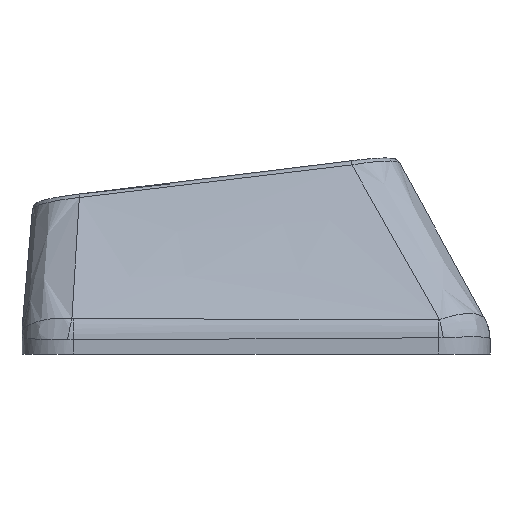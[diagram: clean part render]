
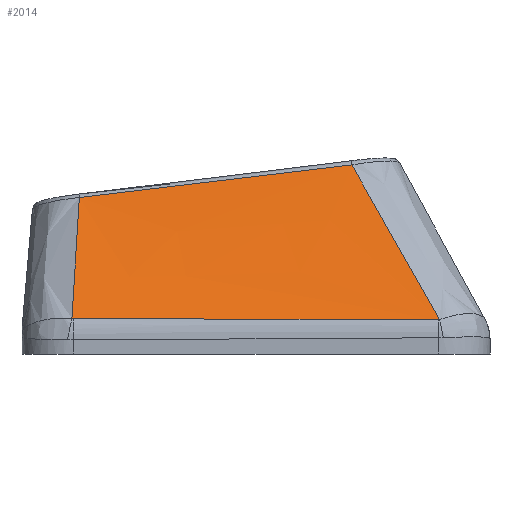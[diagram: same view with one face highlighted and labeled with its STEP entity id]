
A CAD part, left-side view. The second image highlights one B-rep face of the part: STEP entity #2014.
In plain terms, the highlighted free-form (B-spline) face has degree [3, 3] with [4, 4] control points.
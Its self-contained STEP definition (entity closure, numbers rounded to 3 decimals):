
#98=B_SPLINE_SURFACE_WITH_KNOTS('',3,3,((#4253,#4254,#4255,#4256),(#4257,
#4258,#4259,#4260),(#4261,#4262,#4263,#4264),(#4265,#4266,#4267,#4268)),
 .UNSPECIFIED.,.F.,.F.,.F.,(4,4),(4,4),(0.099,0.893),
(0.026,0.95),.UNSPECIFIED.);
#181=FACE_OUTER_BOUND('',#277,.T.);
#277=EDGE_LOOP('',(#1658,#1659,#1660,#1661,#1662,#1663));
#610=B_SPLINE_CURVE_WITH_KNOTS('',3,(#3931,#3932,#3933,#3934),
 .UNSPECIFIED.,.F.,.F.,(4,4),(0.,0.005),
 .UNSPECIFIED.);
#612=B_SPLINE_CURVE_WITH_KNOTS('',3,(#3958,#3959,#3960,#3961),
 .UNSPECIFIED.,.F.,.F.,(4,4),(0.,1.416),.UNSPECIFIED.);
#614=B_SPLINE_CURVE_WITH_KNOTS('',3,(#3985,#3986,#3987,#3988),
 .UNSPECIFIED.,.F.,.F.,(4,4),(0.,0.006),
 .UNSPECIFIED.);
#629=B_SPLINE_CURVE_WITH_KNOTS('',3,(#4270,#4271,#4272,#4273),
 .UNSPECIFIED.,.F.,.F.,(4,4),(0.022,0.781),
 .UNSPECIFIED.);
#630=B_SPLINE_CURVE_WITH_KNOTS('',3,(#4275,#4276,#4277,#4278),
 .UNSPECIFIED.,.F.,.F.,(4,4),(-1.065,0.),
 .UNSPECIFIED.);
#631=B_SPLINE_CURVE_WITH_KNOTS('',3,(#4279,#4280,#4281,#4282),
 .UNSPECIFIED.,.F.,.F.,(4,4),(-0.582,-0.018),
 .UNSPECIFIED.);
#857=VERTEX_POINT('',#3893);
#859=VERTEX_POINT('',#3924);
#861=VERTEX_POINT('',#3951);
#863=VERTEX_POINT('',#3978);
#879=VERTEX_POINT('',#4269);
#880=VERTEX_POINT('',#4274);
#1132=EDGE_CURVE('',#857,#859,#610,.T.);
#1135=EDGE_CURVE('',#859,#861,#612,.T.);
#1138=EDGE_CURVE('',#861,#863,#614,.T.);
#1162=EDGE_CURVE('',#879,#857,#629,.T.);
#1163=EDGE_CURVE('',#880,#879,#630,.T.);
#1164=EDGE_CURVE('',#863,#880,#631,.T.);
#1658=ORIENTED_EDGE('',*,*,#1138,.F.);
#1659=ORIENTED_EDGE('',*,*,#1135,.F.);
#1660=ORIENTED_EDGE('',*,*,#1132,.F.);
#1661=ORIENTED_EDGE('',*,*,#1162,.F.);
#1662=ORIENTED_EDGE('',*,*,#1163,.F.);
#1663=ORIENTED_EDGE('',*,*,#1164,.F.);
#2014=ADVANCED_FACE('',(#181),#98,.T.);
#3893=CARTESIAN_POINT('',(-16.051,-7.124,0.33));
#3924=CARTESIAN_POINT('',(-16.053,-7.077,0.326));
#3931=CARTESIAN_POINT('Ctrl Pts',(-16.051,-7.124,0.33));
#3932=CARTESIAN_POINT('Ctrl Pts',(-16.052,-7.108,0.328));
#3933=CARTESIAN_POINT('Ctrl Pts',(-16.053,-7.093,0.326));
#3934=CARTESIAN_POINT('Ctrl Pts',(-16.053,-7.077,0.326));
#3951=CARTESIAN_POINT('',(-15.974,7.086,0.377));
#3958=CARTESIAN_POINT('Ctrl Pts',(-16.053,-7.077,0.326));
#3959=CARTESIAN_POINT('Ctrl Pts',(-16.033,-2.356,0.342));
#3960=CARTESIAN_POINT('Ctrl Pts',(-16.008,2.365,0.359));
#3961=CARTESIAN_POINT('Ctrl Pts',(-15.974,7.086,0.377));
#3978=CARTESIAN_POINT('',(-15.97,7.144,0.382));
#3985=CARTESIAN_POINT('Ctrl Pts',(-15.974,7.086,0.377));
#3986=CARTESIAN_POINT('Ctrl Pts',(-15.974,7.106,0.377));
#3987=CARTESIAN_POINT('Ctrl Pts',(-15.973,7.125,0.379));
#3988=CARTESIAN_POINT('Ctrl Pts',(-15.97,7.144,0.382));
#4253=CARTESIAN_POINT('Ctrl Pts',(-12.87,-4.102,6.384));
#4254=CARTESIAN_POINT('Ctrl Pts',(-13.931,-5.11,4.365));
#4255=CARTESIAN_POINT('Ctrl Pts',(-14.992,-6.118,2.346));
#4256=CARTESIAN_POINT('Ctrl Pts',(-16.053,-7.125,0.327));
#4257=CARTESIAN_POINT('Ctrl Pts',(-12.87,-0.353,5.94));
#4258=CARTESIAN_POINT('Ctrl Pts',(-13.931,-1.025,4.061));
#4259=CARTESIAN_POINT('Ctrl Pts',(-14.992,-1.697,2.182));
#4260=CARTESIAN_POINT('Ctrl Pts',(-16.053,-2.369,0.304));
#4261=CARTESIAN_POINT('Ctrl Pts',(-12.87,3.396,5.495));
#4262=CARTESIAN_POINT('Ctrl Pts',(-13.931,3.06,3.757));
#4263=CARTESIAN_POINT('Ctrl Pts',(-14.992,2.724,2.019));
#4264=CARTESIAN_POINT('Ctrl Pts',(-16.053,2.388,0.281));
#4265=CARTESIAN_POINT('Ctrl Pts',(-12.87,7.145,5.05));
#4266=CARTESIAN_POINT('Ctrl Pts',(-13.931,7.145,3.453));
#4267=CARTESIAN_POINT('Ctrl Pts',(-14.992,7.144,1.856));
#4268=CARTESIAN_POINT('Ctrl Pts',(-16.053,7.144,0.258));
#4269=CARTESIAN_POINT('',(-12.87,-3.717,6.339));
#4270=CARTESIAN_POINT('Ctrl Pts',(-12.87,-3.717,6.339));
#4271=CARTESIAN_POINT('Ctrl Pts',(-13.937,-4.859,4.341));
#4272=CARTESIAN_POINT('Ctrl Pts',(-14.996,-5.993,2.337));
#4273=CARTESIAN_POINT('Ctrl Pts',(-16.051,-7.124,0.33));
#4274=CARTESIAN_POINT('',(-12.877,6.855,5.074));
#4275=CARTESIAN_POINT('Ctrl Pts',(-12.877,6.855,5.074));
#4276=CARTESIAN_POINT('Ctrl Pts',(-12.876,3.33,5.493));
#4277=CARTESIAN_POINT('Ctrl Pts',(-12.873,-0.194,
5.915));
#4278=CARTESIAN_POINT('Ctrl Pts',(-12.87,-3.717,6.339));
#4279=CARTESIAN_POINT('Ctrl Pts',(-15.97,7.144,0.382));
#4280=CARTESIAN_POINT('Ctrl Pts',(-14.934,7.04,1.943));
#4281=CARTESIAN_POINT('Ctrl Pts',(-13.902,6.942,3.507));
#4282=CARTESIAN_POINT('Ctrl Pts',(-12.877,6.855,5.074));
